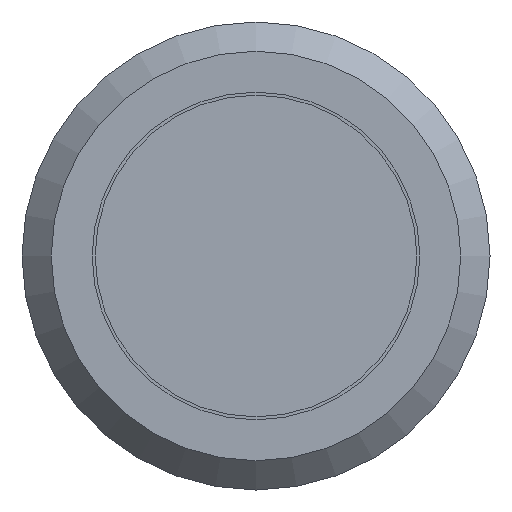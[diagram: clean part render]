
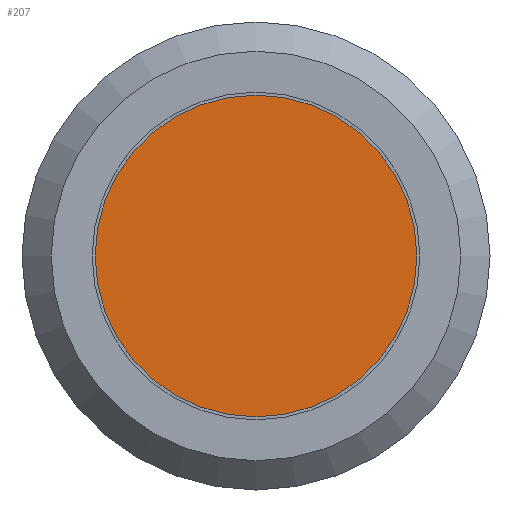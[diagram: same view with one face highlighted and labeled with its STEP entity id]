
A CAD part, front view. The second image highlights one B-rep face of the part: STEP entity #207.
In plain terms, the highlighted planar face has unit normal (0, -1, 0).
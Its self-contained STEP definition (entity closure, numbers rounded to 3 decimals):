
#20=PLANE('',#242);
#28=FACE_OUTER_BOUND('',#42,.T.);
#42=EDGE_LOOP('',(#145));
#58=CIRCLE('',#243,2.75);
#95=VERTEX_POINT('',#406);
#114=EDGE_CURVE('',#95,#95,#58,.T.);
#145=ORIENTED_EDGE('',*,*,#114,.T.);
#207=ADVANCED_FACE('',(#28),#20,.T.);
#242=AXIS2_PLACEMENT_3D('',#405,#277,#278);
#243=AXIS2_PLACEMENT_3D('',#407,#279,#280);
#277=DIRECTION('center_axis',(0.,-1.,0.));
#278=DIRECTION('ref_axis',(0.,0.,-1.));
#279=DIRECTION('center_axis',(0.,-1.,0.));
#280=DIRECTION('ref_axis',(1.,0.,0.));
#405=CARTESIAN_POINT('Origin',(1.375,0.,0.));
#406=CARTESIAN_POINT('',(-2.75,0.,0.));
#407=CARTESIAN_POINT('Origin',(0.,0.,
0.));
